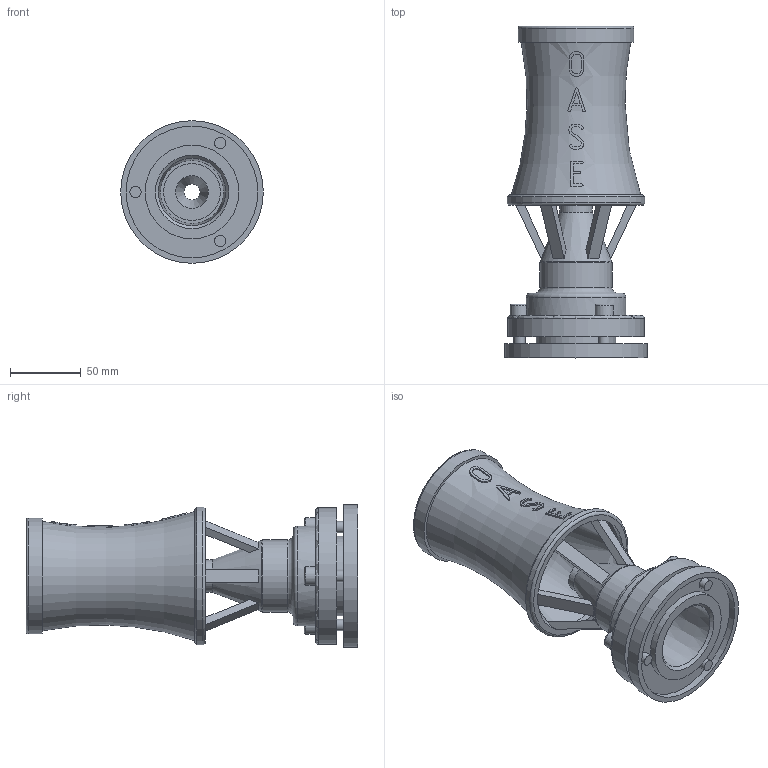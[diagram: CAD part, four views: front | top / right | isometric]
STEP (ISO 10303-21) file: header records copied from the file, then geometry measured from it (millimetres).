
FILE_DESCRIPTION(/* description */ (''),/* implementation_level */ '2;1');
FILE_NAME(/* name */ '89052_Cascade_70.stp',/* time_stamp */ '2017-08-18T11:17:32+02:00',/* author */ ('guzb562'),/* organization */ (''),/* preprocessor_version */ 'ST-DEVELOPER v16.1',/* originating_system */ 'Autodesk Inventor 2016',/* authorisation */ '');
FILE_SCHEMA (('AUTOMOTIVE_DESIGN { 1 0 10303 214 3 1 1 }'));
Length unit declared in the file: millimetre
Products named in the file (1): 89052_Cascade_70
Bounding box: 101 x 235 x 101 mm (x, y, z)
Volume: 427268.1 mm3; surface area: 127357.8 mm2
Topology: 2 solids, 2 shells, 180 faces, 452 edges, 297 vertices
Faces by surface type: plane 107, cylinder 49, torus 18, cone 6
Full cylindrical faces by diameter (mm): 8 x6, 11.333 x1, 23 x1, 23.131 x1, 40.227 x1, 51 x1, 56.059 x1, 59.935 x1, 66.3 x1, 70.799 x1, 82 x1, 93.3 x1, 97 x1, 97.5 x1, 101 x1
Entity records: 6441 total; most frequent: CARTESIAN_POINT 2223, ORIENTED_EDGE 836, DIRECTION 781, EDGE_CURVE 412, VERTEX_POINT 293, AXIS2_PLACEMENT_3D 289, EDGE_LOOP 251, LINE 203
